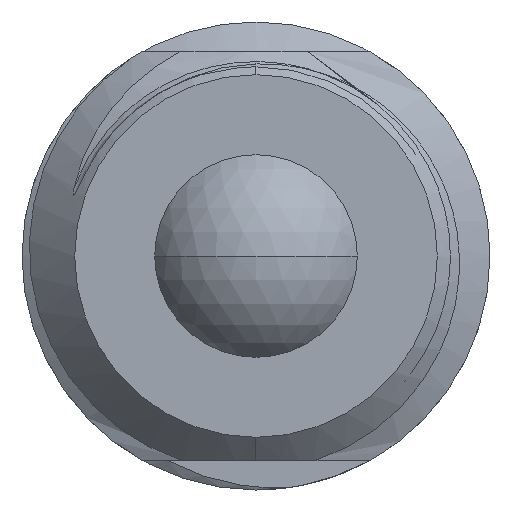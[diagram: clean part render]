
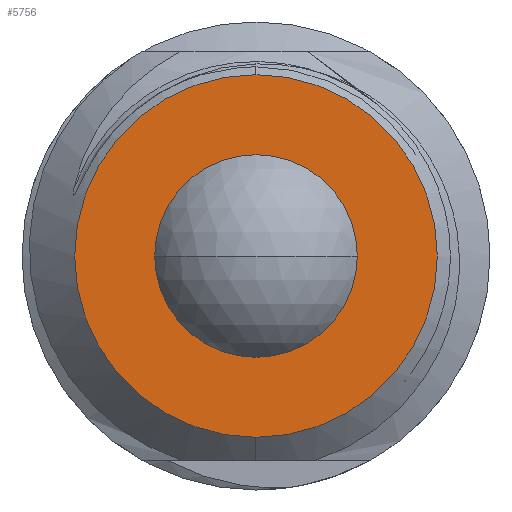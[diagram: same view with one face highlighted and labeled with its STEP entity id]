
A CAD part, left-side view. The second image highlights one B-rep face of the part: STEP entity #5756.
In plain terms, the highlighted planar face has unit normal (-1, 0, 0).
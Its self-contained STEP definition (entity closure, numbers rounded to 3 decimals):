
#59 = EDGE_LOOP ( 'NONE', ( #4358, #8065 ) ) ;
#67 = CARTESIAN_POINT ( 'NONE',  ( 1., -1.732, 0. ) ) ;
#117 = EDGE_CURVE ( 'NONE', #3699, #6642, #1237, .T. ) ;
#312 = AXIS2_PLACEMENT_3D ( 'NONE', #3923, #8640, #6674 ) ;
#827 = AXIS2_PLACEMENT_3D ( 'NONE', #4137, #1352, #6818 ) ;
#948 = CARTESIAN_POINT ( 'NONE',  ( 1., 1.732, 0. ) ) ;
#1018 = ORIENTED_EDGE ( 'NONE', *, *, #5417, .F. ) ;
#1193 = FACE_OUTER_BOUND ( 'NONE', #59, .T. ) ;
#1211 = CIRCLE ( 'NONE', #5543, 3.1 ) ;
#1222 = CIRCLE ( 'NONE', #827, 3.1 ) ;
#1237 = CIRCLE ( 'NONE', #5028, 1.732 ) ;
#1352 = DIRECTION ( 'NONE',  ( -1., 0., 0. ) ) ;
#1504 = EDGE_CURVE ( 'NONE', #7930, #7517, #1222, .T. ) ;
#1840 = AXIS2_PLACEMENT_3D ( 'NONE', #8496, #4548, #7143 ) ;
#2393 = PLANE ( 'NONE',  #1840 ) ;
#2651 = EDGE_CURVE ( 'NONE', #7517, #7930, #1211, .T. ) ;
#3117 = CARTESIAN_POINT ( 'NONE',  ( 1., 0., 0. ) ) ;
#3699 = VERTEX_POINT ( 'NONE', #67 ) ;
#3923 = CARTESIAN_POINT ( 'NONE',  ( 1., 0., 0. ) ) ;
#4137 = CARTESIAN_POINT ( 'NONE',  ( 1., 0., 0. ) ) ;
#4358 = ORIENTED_EDGE ( 'NONE', *, *, #1504, .T. ) ;
#4548 = DIRECTION ( 'NONE',  ( 1., 0., 0. ) ) ;
#4637 = DIRECTION ( 'NONE',  ( -1., 0., 0. ) ) ;
#4722 = CIRCLE ( 'NONE', #312, 1.732 ) ;
#5028 = AXIS2_PLACEMENT_3D ( 'NONE', #3117, #8529, #7215 ) ;
#5417 = EDGE_CURVE ( 'NONE', #6642, #3699, #4722, .T. ) ;
#5543 = AXIS2_PLACEMENT_3D ( 'NONE', #7398, #4637, #8678 ) ;
#5756 = ADVANCED_FACE ( 'NONE', ( #6920, #1193 ), #2393, .F. ) ;
#6550 = CARTESIAN_POINT ( 'NONE',  ( 1., 0., -3.1 ) ) ;
#6642 = VERTEX_POINT ( 'NONE', #948 ) ;
#6674 = DIRECTION ( 'NONE',  ( 0., 0., 1. ) ) ;
#6818 = DIRECTION ( 'NONE',  ( 0., 0., 1. ) ) ;
#6920 = FACE_BOUND ( 'NONE', #8681, .T. ) ;
#7143 = DIRECTION ( 'NONE',  ( 0., 0., -1. ) ) ;
#7215 = DIRECTION ( 'NONE',  ( 0., 0., 1. ) ) ;
#7398 = CARTESIAN_POINT ( 'NONE',  ( 1., 0., 0. ) ) ;
#7517 = VERTEX_POINT ( 'NONE', #6550 ) ;
#7930 = VERTEX_POINT ( 'NONE', #8164 ) ;
#8065 = ORIENTED_EDGE ( 'NONE', *, *, #2651, .T. ) ;
#8164 = CARTESIAN_POINT ( 'NONE',  ( 1., 0., 3.1 ) ) ;
#8387 = ORIENTED_EDGE ( 'NONE', *, *, #117, .F. ) ;
#8496 = CARTESIAN_POINT ( 'NONE',  ( 1., 1.732, 0. ) ) ;
#8529 = DIRECTION ( 'NONE',  ( -1., 0., 0. ) ) ;
#8640 = DIRECTION ( 'NONE',  ( -1., 0., 0. ) ) ;
#8678 = DIRECTION ( 'NONE',  ( 0., 0., 1. ) ) ;
#8681 = EDGE_LOOP ( 'NONE', ( #1018, #8387 ) ) ;
